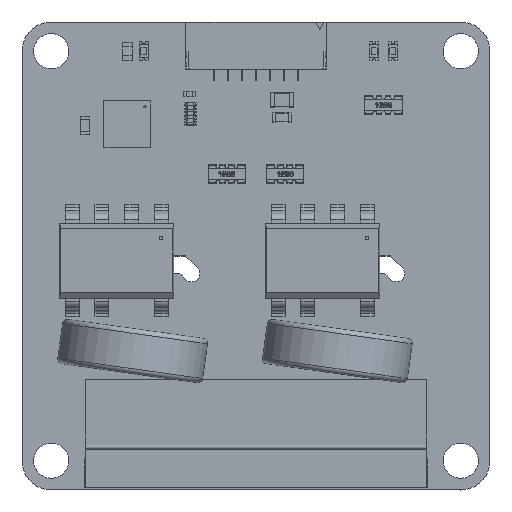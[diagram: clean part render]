
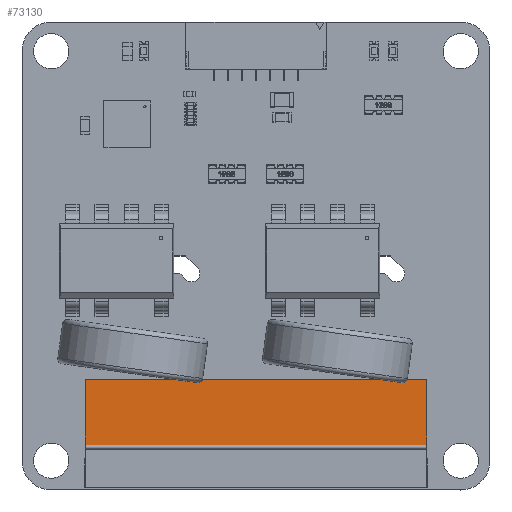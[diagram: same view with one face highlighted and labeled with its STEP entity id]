
A CAD part, top view. The second image highlights one B-rep face of the part: STEP entity #73130.
In plain terms, the highlighted planar face has unit normal (0, 0, 1).
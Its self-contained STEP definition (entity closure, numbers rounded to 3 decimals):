
#70567 = VERTEX_POINT('',#70568);
#70568 = CARTESIAN_POINT('',(-14.575,4.6,3.525));
#70574 = EDGE_CURVE('',#70567,#70575,#70577,.T.);
#70575 = VERTEX_POINT('',#70576);
#70576 = CARTESIAN_POINT('',(14.575,4.6,3.525));
#70577 = LINE('',#70578,#70579);
#70578 = CARTESIAN_POINT('',(-14.575,4.6,3.525));
#70579 = VECTOR('',#70580,1.);
#70580 = DIRECTION('',(1.,0.,0.));
#70864 = EDGE_CURVE('',#70567,#70865,#70867,.T.);
#70865 = VERTEX_POINT('',#70866);
#70866 = CARTESIAN_POINT('',(-14.575,-1.,3.525));
#70867 = LINE('',#70868,#70869);
#70868 = CARTESIAN_POINT('',(-14.575,4.6,3.525));
#70869 = VECTOR('',#70870,1.);
#70870 = DIRECTION('',(0.,-1.,0.));
#72035 = EDGE_CURVE('',#70575,#72036,#72038,.T.);
#72036 = VERTEX_POINT('',#72037);
#72037 = CARTESIAN_POINT('',(14.575,-1.,3.525));
#72038 = LINE('',#72039,#72040);
#72039 = CARTESIAN_POINT('',(14.575,4.6,3.525));
#72040 = VECTOR('',#72041,1.);
#72041 = DIRECTION('',(0.,-1.,0.));
#73130 = ADVANCED_FACE('',(#73131),#73142,.F.);
#73131 = FACE_BOUND('',#73132,.F.);
#73132 = EDGE_LOOP('',(#73133,#73134,#73135,#73136));
#73133 = ORIENTED_EDGE('',*,*,#70864,.F.);
#73134 = ORIENTED_EDGE('',*,*,#70574,.T.);
#73135 = ORIENTED_EDGE('',*,*,#72035,.T.);
#73136 = ORIENTED_EDGE('',*,*,#73137,.F.);
#73137 = EDGE_CURVE('',#70865,#72036,#73138,.T.);
#73138 = LINE('',#73139,#73140);
#73139 = CARTESIAN_POINT('',(-14.575,-1.,3.525));
#73140 = VECTOR('',#73141,1.);
#73141 = DIRECTION('',(1.,0.,0.));
#73142 = PLANE('',#73143);
#73143 = AXIS2_PLACEMENT_3D('',#73144,#73145,#73146);
#73144 = CARTESIAN_POINT('',(-14.575,4.6,3.525));
#73145 = DIRECTION('',(0.,0.,-1.));
#73146 = DIRECTION('',(0.,-1.,0.));
